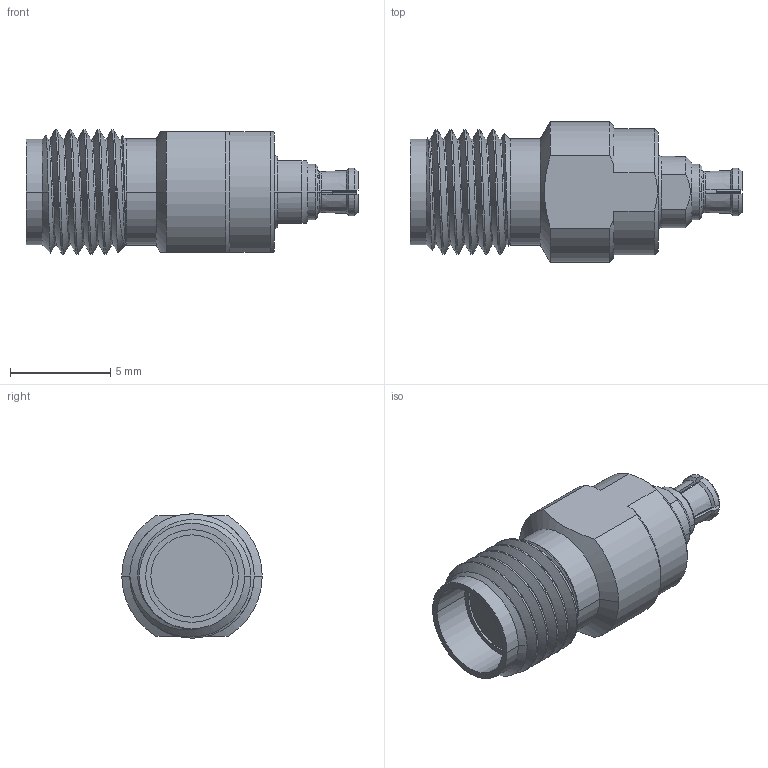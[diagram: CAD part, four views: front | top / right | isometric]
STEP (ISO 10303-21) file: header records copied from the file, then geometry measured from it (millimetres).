
FILE_DESCRIPTION (( 'STEP AP214' ), '1' );
FILE_NAME ('FMAD10180_3D.step', '2026-03-10T19:35:16', ( '' ), ( '' ), 'SwSTEP 2.0', 'SolidWorks 2025', '' );
FILE_SCHEMA (( 'AUTOMOTIVE_DESIGN' ));
Length unit declared in the file: millimetre
Products named in the file (1): FMAD10180_3D
Bounding box: 16.55 x 7 x 6.2 mm (x, y, z)
Volume: 381.6 mm3; surface area: 554.1 mm2
Topology: 3 solids, 3 shells, 158 faces, 392 edges, 244 vertices
Faces by surface type: cone 54, plane 51, cylinder 46, torus 4, bspline 3
Entity records: 5895 total; most frequent: CARTESIAN_POINT 2226, ORIENTED_EDGE 780, DIRECTION 755, EDGE_CURVE 390, AXIS2_PLACEMENT_3D 317, VERTEX_POINT 244, EDGE_LOOP 164, CIRCLE 161
